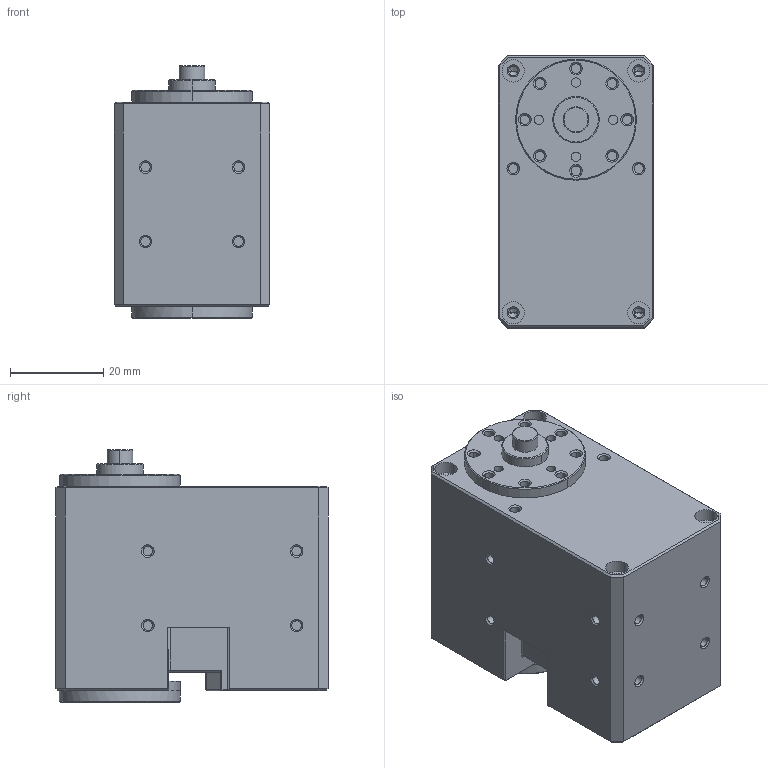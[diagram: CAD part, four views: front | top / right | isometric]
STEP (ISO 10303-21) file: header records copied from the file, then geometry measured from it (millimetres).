
FILE_DESCRIPTION((''),'2;1');
FILE_NAME('DUMMY_DC13_IDLE','2017-01-25T',('RICK'),(''),'PRO/ENGINEER BY PARAMETRIC TECHNOLOGY CORPORATION, 2015440','PRO/ENGINEER BY PARAMETRIC TECHNOLOGY CORPORATION, 2015440','');
FILE_SCHEMA(('CONFIG_CONTROL_DESIGN'));
Length unit declared in the file: millimetre
Products named in the file (1): DUMMY_DC13_IDLE
Bounding box: 33.5 x 58.5 x 54.3 mm (x, y, z)
Volume: 84589.5 mm3; surface area: 14480.5 mm2
Topology: 1 solids, 1 shells, 383 faces, 831 edges, 499 vertices
Faces by surface type: cylinder 156, plane 115, cone 106, bspline 4, torus 2
Entity records: 10423 total; most frequent: DIRECTION 1951, CARTESIAN_POINT 1829, ORIENTED_EDGE 1630, EDGE_CURVE 815, AXIS2_PLACEMENT_3D 771, VERTEX_POINT 499, EDGE_LOOP 448, VECTOR 409
